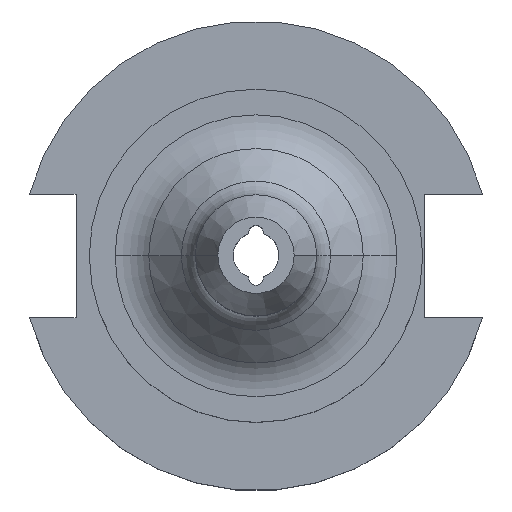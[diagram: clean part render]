
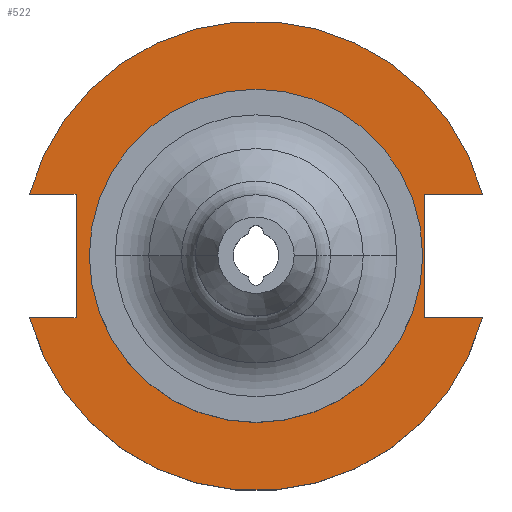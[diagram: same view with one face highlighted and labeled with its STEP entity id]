
A CAD part, top view. The second image highlights one B-rep face of the part: STEP entity #522.
In plain terms, the highlighted planar face has unit normal (0, 0, 1).
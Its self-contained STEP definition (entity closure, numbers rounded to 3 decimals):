
#19 = ORIENTED_EDGE ( 'NONE', *, *, #1348, .F. ) ;
#39 = CARTESIAN_POINT ( 'NONE',  ( 0., 49.212, 19.05 ) ) ;
#117 = ORIENTED_EDGE ( 'NONE', *, *, #1784, .F. ) ;
#166 = EDGE_CURVE ( 'NONE', #340, #484, #1402, .T. ) ;
#184 = AXIS2_PLACEMENT_3D ( 'NONE', #513, #1939, #1042 ) ;
#185 = DIRECTION ( 'NONE',  ( -1., 0., 0. ) ) ;
#221 = ORIENTED_EDGE ( 'NONE', *, *, #166, .F. ) ;
#225 = CARTESIAN_POINT ( 'NONE',  ( -37.719, 12.954, 19.05 ) ) ;
#266 = AXIS2_PLACEMENT_3D ( 'NONE', #289, #1379, #449 ) ;
#273 = CARTESIAN_POINT ( 'NONE',  ( 47.477, 12.954, 19.05 ) ) ;
#289 = CARTESIAN_POINT ( 'NONE',  ( 0., 0., 19.05 ) ) ;
#299 = CARTESIAN_POINT ( 'NONE',  ( -47.477, -12.954, 19.05 ) ) ;
#309 = VERTEX_POINT ( 'NONE', #273 ) ;
#314 = CARTESIAN_POINT ( 'NONE',  ( -63.719, 12.954, 19.05 ) ) ;
#321 = CARTESIAN_POINT ( 'NONE',  ( -63.719, -12.954, 19.05 ) ) ;
#340 = VERTEX_POINT ( 'NONE', #299 ) ;
#359 = DIRECTION ( 'NONE',  ( -1., 0., 0. ) ) ;
#370 = VECTOR ( 'NONE', #948, 1000. ) ;
#399 = CARTESIAN_POINT ( 'NONE',  ( -37.719, 12.954, 19.05 ) ) ;
#402 = VERTEX_POINT ( 'NONE', #489 ) ;
#418 = ORIENTED_EDGE ( 'NONE', *, *, #838, .F. ) ;
#449 = DIRECTION ( 'NONE',  ( 1., 0., 0. ) ) ;
#484 = VERTEX_POINT ( 'NONE', #969 ) ;
#489 = CARTESIAN_POINT ( 'NONE',  ( 47.477, -12.954, 19.05 ) ) ;
#513 = CARTESIAN_POINT ( 'NONE',  ( 0., 0., 19.05 ) ) ;
#515 = ORIENTED_EDGE ( 'NONE', *, *, #720, .F. ) ;
#520 = DIRECTION ( 'NONE',  ( 0., 0., 1. ) ) ;
#521 = VECTOR ( 'NONE', #185, 1000. ) ;
#522 = ADVANCED_FACE ( 'NONE', ( #1687, #920 ), #1289, .T. ) ;
#567 = VECTOR ( 'NONE', #1343, 1000. ) ;
#590 = DIRECTION ( 'NONE',  ( 0., 0., 1. ) ) ;
#659 = ORIENTED_EDGE ( 'NONE', *, *, #1380, .F. ) ;
#720 = EDGE_CURVE ( 'NONE', #1232, #820, #1440, .T. ) ;
#736 = CIRCLE ( 'NONE', #1774, 34.925 ) ;
#738 = CARTESIAN_POINT ( 'NONE',  ( 35.306, 12.954, 19.05 ) ) ;
#788 = DIRECTION ( 'NONE',  ( 1., 0., 0. ) ) ;
#791 = ORIENTED_EDGE ( 'NONE', *, *, #951, .T. ) ;
#798 = CARTESIAN_POINT ( 'NONE',  ( -47.477, 12.954, 19.05 ) ) ;
#808 = CARTESIAN_POINT ( 'NONE',  ( 0., 0., 19.05 ) ) ;
#820 = VERTEX_POINT ( 'NONE', #798 ) ;
#829 = CIRCLE ( 'NONE', #1471, 34.925 ) ;
#838 = EDGE_CURVE ( 'NONE', #309, #1433, #877, .T. ) ;
#841 = EDGE_CURVE ( 'NONE', #1808, #1945, #829, .T. ) ;
#877 = LINE ( 'NONE', #1570, #521 ) ;
#920 = FACE_OUTER_BOUND ( 'NONE', #1132, .T. ) ;
#948 = DIRECTION ( 'NONE',  ( 0., -1., 0. ) ) ;
#951 = EDGE_CURVE ( 'NONE', #340, #402, #1461, .T. ) ;
#967 = DIRECTION ( 'NONE',  ( 1., 0., 0. ) ) ;
#969 = CARTESIAN_POINT ( 'NONE',  ( -37.719, -12.954, 19.05 ) ) ;
#986 = VECTOR ( 'NONE', #788, 1000. ) ;
#989 = ORIENTED_EDGE ( 'NONE', *, *, #841, .F. ) ;
#998 = EDGE_CURVE ( 'NONE', #1945, #1808, #736, .T. ) ;
#1042 = DIRECTION ( 'NONE',  ( 1., 0., 0. ) ) ;
#1132 = EDGE_LOOP ( 'NONE', ( #791, #659, #117, #418, #1316, #515, #19, #221 ) ) ;
#1150 = LINE ( 'NONE', #1716, #370 ) ;
#1186 = CARTESIAN_POINT ( 'NONE',  ( 35.306, -12.954, 19.05 ) ) ;
#1196 = VERTEX_POINT ( 'NONE', #1594 ) ;
#1232 = VERTEX_POINT ( 'NONE', #225 ) ;
#1257 = CARTESIAN_POINT ( 'NONE',  ( 34.925, 0., 19.05 ) ) ;
#1289 = PLANE ( 'NONE',  #1321 ) ;
#1316 = ORIENTED_EDGE ( 'NONE', *, *, #1844, .T. ) ;
#1321 = AXIS2_PLACEMENT_3D ( 'NONE', #39, #520, #1586 ) ;
#1343 = DIRECTION ( 'NONE',  ( 1., 0., 0. ) ) ;
#1348 = EDGE_CURVE ( 'NONE', #484, #1232, #1444, .T. ) ;
#1379 = DIRECTION ( 'NONE',  ( 0., 0., 1. ) ) ;
#1380 = EDGE_CURVE ( 'NONE', #1196, #402, #1700, .T. ) ;
#1402 = LINE ( 'NONE', #321, #986 ) ;
#1433 = VERTEX_POINT ( 'NONE', #738 ) ;
#1440 = LINE ( 'NONE', #314, #1968 ) ;
#1444 = LINE ( 'NONE', #399, #1479 ) ;
#1461 = CIRCLE ( 'NONE', #184, 49.212 ) ;
#1466 = ORIENTED_EDGE ( 'NONE', *, *, #998, .F. ) ;
#1471 = AXIS2_PLACEMENT_3D ( 'NONE', #808, #1867, #967 ) ;
#1479 = VECTOR ( 'NONE', #1631, 1000. ) ;
#1497 = CIRCLE ( 'NONE', #266, 49.212 ) ;
#1502 = CARTESIAN_POINT ( 'NONE',  ( 0., 0., 19.05 ) ) ;
#1570 = CARTESIAN_POINT ( 'NONE',  ( 35.306, 12.954, 19.05 ) ) ;
#1586 = DIRECTION ( 'NONE',  ( 1., 0., 0. ) ) ;
#1594 = CARTESIAN_POINT ( 'NONE',  ( 35.306, -12.954, 19.05 ) ) ;
#1631 = DIRECTION ( 'NONE',  ( 0., 1., 0. ) ) ;
#1661 = DIRECTION ( 'NONE',  ( 1., 0., 0. ) ) ;
#1687 = FACE_BOUND ( 'NONE', #1749, .T. ) ;
#1700 = LINE ( 'NONE', #1186, #567 ) ;
#1716 = CARTESIAN_POINT ( 'NONE',  ( 35.306, 12.954, 19.05 ) ) ;
#1749 = EDGE_LOOP ( 'NONE', ( #989, #1466 ) ) ;
#1774 = AXIS2_PLACEMENT_3D ( 'NONE', #1502, #590, #1661 ) ;
#1784 = EDGE_CURVE ( 'NONE', #1433, #1196, #1150, .T. ) ;
#1808 = VERTEX_POINT ( 'NONE', #1257 ) ;
#1835 = CARTESIAN_POINT ( 'NONE',  ( -34.925, 0., 19.05 ) ) ;
#1844 = EDGE_CURVE ( 'NONE', #309, #820, #1497, .T. ) ;
#1867 = DIRECTION ( 'NONE',  ( 0., 0., 1. ) ) ;
#1939 = DIRECTION ( 'NONE',  ( 0., 0., 1. ) ) ;
#1945 = VERTEX_POINT ( 'NONE', #1835 ) ;
#1968 = VECTOR ( 'NONE', #359, 1000. ) ;
